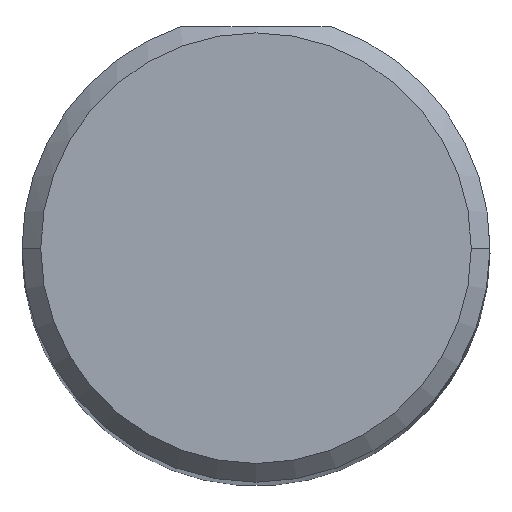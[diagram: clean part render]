
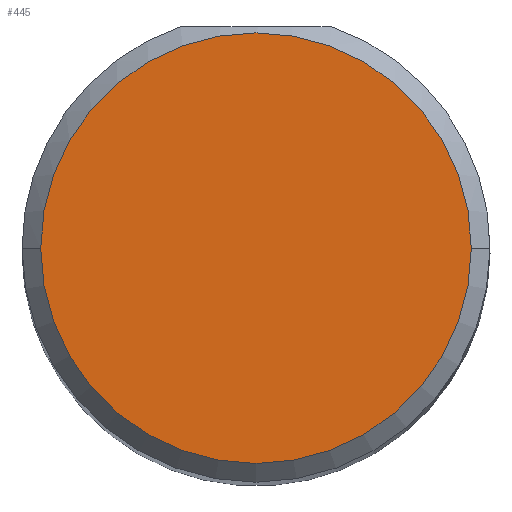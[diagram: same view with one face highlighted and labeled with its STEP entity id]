
A CAD part, top view. The second image highlights one B-rep face of the part: STEP entity #445.
In plain terms, the highlighted planar face has unit normal (0, 0, 1).
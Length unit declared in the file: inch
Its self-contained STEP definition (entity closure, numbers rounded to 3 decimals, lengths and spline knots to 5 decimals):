
#18 = FACE_OUTER_BOUND ( 'NONE', #452, .T. ) ;
#23 = CARTESIAN_POINT ( 'NONE',  ( 0., 0., 2.5 ) ) ;
#58 = DIRECTION ( 'NONE',  ( 0., 0., 1. ) ) ;
#85 = CARTESIAN_POINT ( 'NONE',  ( -0.1725, 0., 2.5 ) ) ;
#149 = CIRCLE ( 'NONE', #336, 0.1725 ) ;
#158 = VERTEX_POINT ( 'NONE', #477 ) ;
#175 = AXIS2_PLACEMENT_3D ( 'NONE', #272, #58, #314 ) ;
#196 = ORIENTED_EDGE ( 'NONE', *, *, #516, .T. ) ;
#222 = CARTESIAN_POINT ( 'NONE',  ( 0., 0., 2.5 ) ) ;
#231 = DIRECTION ( 'NONE',  ( 1., 0., 0. ) ) ;
#272 = CARTESIAN_POINT ( 'NONE',  ( 0., 0., 2.5 ) ) ;
#287 = VERTEX_POINT ( 'NONE', #85 ) ;
#303 = AXIS2_PLACEMENT_3D ( 'NONE', #222, #316, #231 ) ;
#314 = DIRECTION ( 'NONE',  ( 1., 0., 0. ) ) ;
#316 = DIRECTION ( 'NONE',  ( 0., 0., 1. ) ) ;
#334 = ORIENTED_EDGE ( 'NONE', *, *, #447, .T. ) ;
#336 = AXIS2_PLACEMENT_3D ( 'NONE', #23, #517, #358 ) ;
#358 = DIRECTION ( 'NONE',  ( 1., 0., 0. ) ) ;
#434 = PLANE ( 'NONE',  #303 ) ;
#445 = ADVANCED_FACE ( 'NONE', ( #18 ), #434, .T. ) ;
#447 = EDGE_CURVE ( 'NONE', #158, #287, #478, .T. ) ;
#452 = EDGE_LOOP ( 'NONE', ( #196, #334 ) ) ;
#477 = CARTESIAN_POINT ( 'NONE',  ( 0.1725, 0., 2.5 ) ) ;
#478 = CIRCLE ( 'NONE', #175, 0.1725 ) ;
#516 = EDGE_CURVE ( 'NONE', #287, #158, #149, .T. ) ;
#517 = DIRECTION ( 'NONE',  ( 0., 0., 1. ) ) ;
